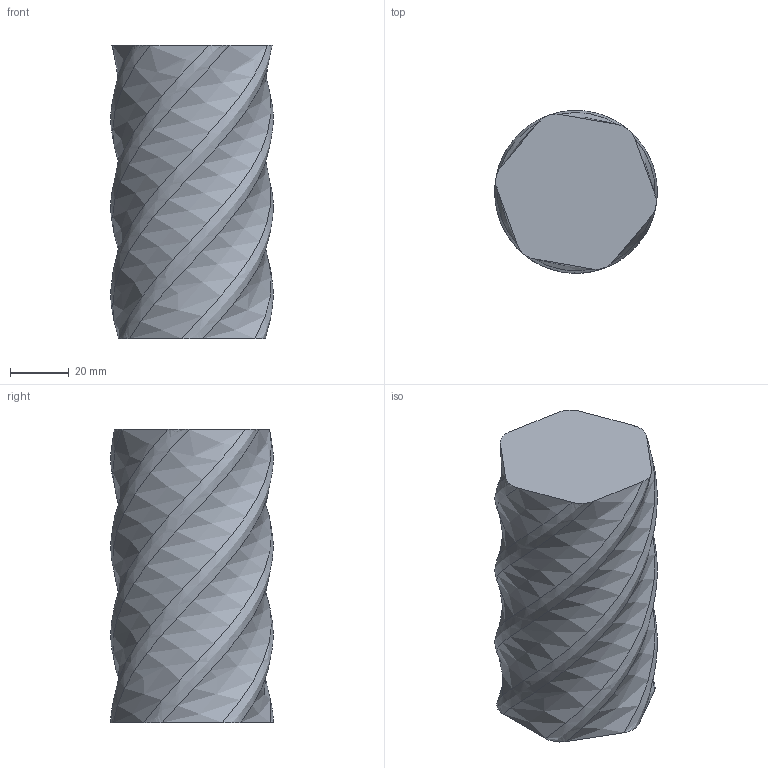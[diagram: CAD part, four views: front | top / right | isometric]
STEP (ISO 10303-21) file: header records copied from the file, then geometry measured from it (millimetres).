
FILE_DESCRIPTION (( 'STEP AP214' ), '1' );
FILE_NAME ('Vase-1.STEP', '2023-11-29T02:56:19', ( '' ), ( '' ), 'SwSTEP 2.0', 'SolidWorks 2024', '' );
FILE_SCHEMA (( 'AUTOMOTIVE_DESIGN' ));
Length unit declared in the file: millimetre
Products named in the file (1): Vase-1
Bounding box: 55.39 x 55.41 x 100 mm (x, y, z)
Volume: 214752.3 mm3; surface area: 21484.7 mm2
Topology: 1 solids, 1 shells, 14 faces, 36 edges, 24 vertices
Faces by surface type: bspline 12, plane 2
Entity records: 5813 total; most frequent: CARTESIAN_POINT 5541, ORIENTED_EDGE 72, EDGE_CURVE 36, VERTEX_POINT 24, B_SPLINE_CURVE_WITH_KNOTS 24, DIRECTION 18, EDGE_LOOP 14, FACE_OUTER_BOUND 14
